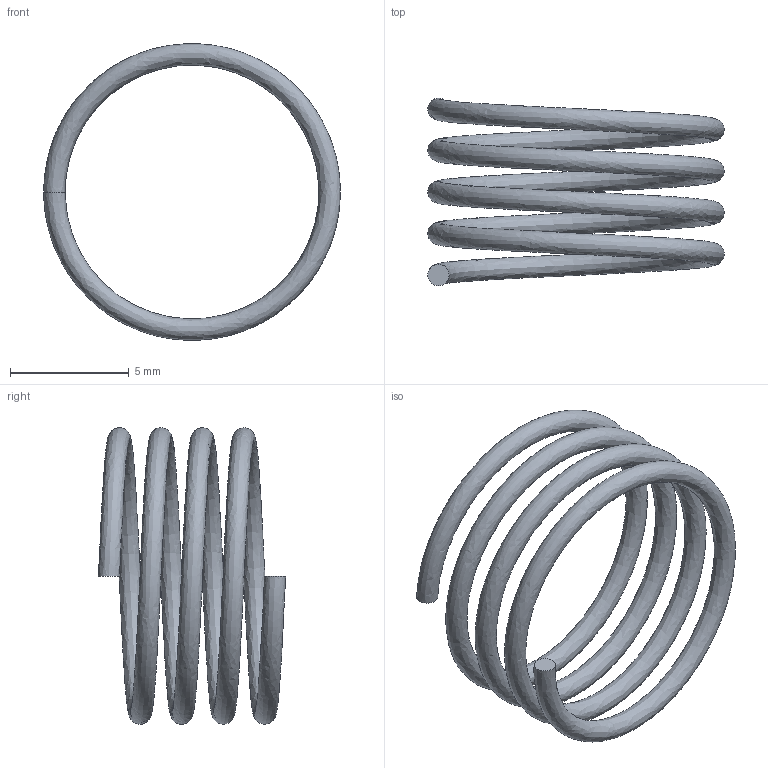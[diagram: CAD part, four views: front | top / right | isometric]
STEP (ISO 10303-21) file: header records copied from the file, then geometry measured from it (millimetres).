
FILE_DESCRIPTION(/* description */ (''),/* implementation_level */ '2;1');
FILE_NAME(/* name */ '8-Spring.step',/* time_stamp */ '2018-10-08T16:54:24+02:00',/* author */ ('Rodrigo HC'),/* organization */ (''),/* preprocessor_version */ 'ST-DEVELOPER v16.1',/* originating_system */ 'Autodesk Inventor 2016',/* authorisation */ '');
FILE_SCHEMA (('AUTOMOTIVE_DESIGN { 1 0 10303 214 3 1 1 }'));
Length unit declared in the file: millimetre
Products named in the file (1): 8-Spring
Bounding box: 12.5 x 7.9 x 12.5 mm (x, y, z)
Volume: 92.7 mm3; surface area: 413.6 mm2
Topology: 1 solids, 1 shells, 3 faces, 4 edges, 4 vertices
Faces by surface type: plane 2, bspline 1
Entity records: 698 total; most frequent: CARTESIAN_POINT 615, DIRECTION 11, ORIENTED_EDGE 6, AXIS2_PLACEMENT_3D 5, FACE_OUTER_BOUND 3, EDGE_LOOP 3, EDGE_CURVE 3, ADVANCED_FACE 3
